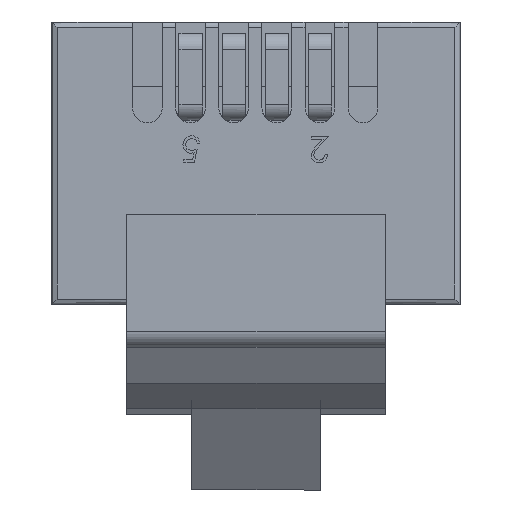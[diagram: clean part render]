
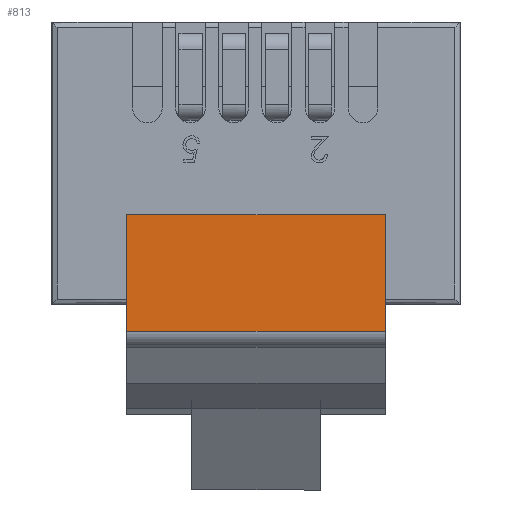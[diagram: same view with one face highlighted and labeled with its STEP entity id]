
A CAD part, front view. The second image highlights one B-rep face of the part: STEP entity #813.
In plain terms, the highlighted face is planar.
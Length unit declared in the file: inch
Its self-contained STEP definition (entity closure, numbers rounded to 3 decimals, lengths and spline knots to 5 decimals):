
#640 = VERTEX_POINT ( 'NONE', #3211 ) ;
#695 = EDGE_CURVE ( 'NONE', #640, #720, #3091, .T. ) ;
#720 = VERTEX_POINT ( 'NONE', #3353 ) ;
#813 = ADVANCED_FACE ( 'NONE', ( #3453 ), #3452, .F. ) ;
#814 = EDGE_LOOP ( 'NONE', ( #1209, #1243, #1244, #1085 ) ) ;
#962 = VERTEX_POINT ( 'NONE', #3757 ) ;
#969 = EDGE_CURVE ( 'NONE', #973, #962, #3775, .T. ) ;
#972 = EDGE_CURVE ( 'NONE', #720, #973, #3771, .T. ) ;
#973 = VERTEX_POINT ( 'NONE', #3767 ) ;
#1085 = ORIENTED_EDGE ( 'NONE', *, *, #972, .T. ) ;
#1209 = ORIENTED_EDGE ( 'NONE', *, *, #969, .T. ) ;
#1212 = EDGE_CURVE ( 'NONE', #962, #640, #4142, .T. ) ;
#1243 = ORIENTED_EDGE ( 'NONE', *, *, #1212, .T. ) ;
#1244 = ORIENTED_EDGE ( 'NONE', *, *, #695, .T. ) ;
#3088 = DIRECTION ( 'NONE',  ( 0., -1., 0. ) ) ;
#3089 = VECTOR ( 'NONE', #3088, 39.37008 ) ;
#3090 = CARTESIAN_POINT ( 'NONE',  ( -0.12, 0.171, 0.273 ) ) ;
#3091 = LINE ( 'NONE', #3090, #3089 ) ;
#3211 = CARTESIAN_POINT ( 'NONE',  ( -0.12, 0.156, 0.273 ) ) ;
#3353 = CARTESIAN_POINT ( 'NONE',  ( -0.12, 0.048, 0.273 ) ) ;
#3448 = DIRECTION ( 'NONE',  ( -1., 0., 0. ) ) ;
#3449 = DIRECTION ( 'NONE',  ( 0., 0., -1. ) ) ;
#3450 = CARTESIAN_POINT ( 'NONE',  ( -0.12, 0.048, 0.273 ) ) ;
#3451 = AXIS2_PLACEMENT_3D ( 'NONE', #3450, #3449, #3448 ) ;
#3452 = PLANE ( 'NONE',  #3451 ) ;
#3453 = FACE_OUTER_BOUND ( 'NONE', #814, .T. ) ;
#3757 = CARTESIAN_POINT ( 'NONE',  ( 0.12, 0.156, 0.273 ) ) ;
#3767 = CARTESIAN_POINT ( 'NONE',  ( 0.12, 0.048, 0.273 ) ) ;
#3768 = DIRECTION ( 'NONE',  ( 1., 0., 0. ) ) ;
#3769 = VECTOR ( 'NONE', #3768, 39.37008 ) ;
#3770 = CARTESIAN_POINT ( 'NONE',  ( 0.12, 0.048, 0.273 ) ) ;
#3771 = LINE ( 'NONE', #3770, #3769 ) ;
#3772 = DIRECTION ( 'NONE',  ( 0., 1., 0. ) ) ;
#3773 = VECTOR ( 'NONE', #3772, 39.37008 ) ;
#3774 = CARTESIAN_POINT ( 'NONE',  ( 0.12, 0.171, 0.273 ) ) ;
#3775 = LINE ( 'NONE', #3774, #3773 ) ;
#4139 = DIRECTION ( 'NONE',  ( -1., 0., 0. ) ) ;
#4140 = VECTOR ( 'NONE', #4139, 39.37008 ) ;
#4141 = CARTESIAN_POINT ( 'NONE',  ( -0.12, 0.156, 0.273 ) ) ;
#4142 = LINE ( 'NONE', #4141, #4140 ) ;
